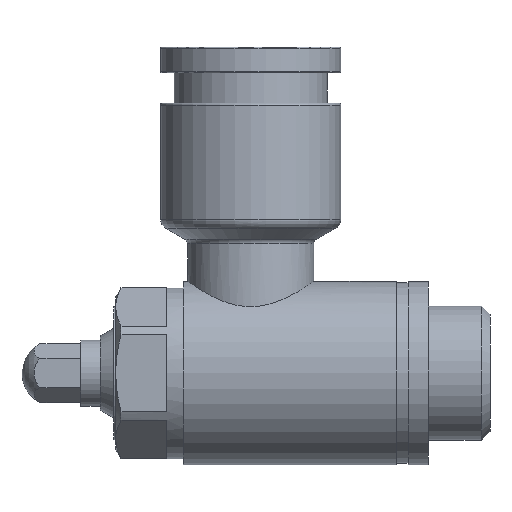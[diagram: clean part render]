
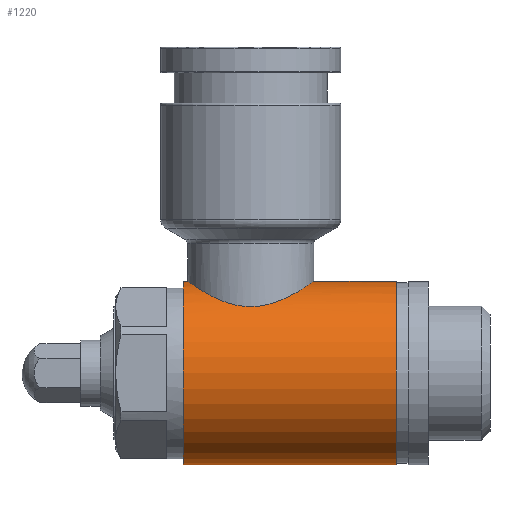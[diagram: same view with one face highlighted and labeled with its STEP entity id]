
A CAD part, left-side view. The second image highlights one B-rep face of the part: STEP entity #1220.
In plain terms, the highlighted cylindrical face has radius 9 mm (diameter 18 mm), a full revolution.
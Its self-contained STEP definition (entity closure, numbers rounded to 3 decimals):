
#128=B_SPLINE_CURVE_WITH_KNOTS('',3,(#1690,#1691,#1692,#1693,#1694,#1695,
#1696,#1697,#1698,#1699,#1700,#1701,#1702,#1703,#1704,#1705,#1706,#1707,
#1708,#1709),.UNSPECIFIED.,.T.,.F.,(1,1,1,1,1,1,1,1,1,1,1,1,1,1,1,1,1,1,
1,1,1,1,1,1),(-0.005,-0.003,-0.001,
0.,0.003,0.005,0.008,0.01,
0.013,0.015,0.018,0.02,
0.023,0.025,0.028,0.03,
0.033,0.035,0.038,0.039,
0.04,0.043,0.045,0.048),
 .UNSPECIFIED.);
#145=ORIENTED_EDGE('',*,*,#349,.F.);
#146=ORIENTED_EDGE('',*,*,#350,.T.);
#147=ORIENTED_EDGE('',*,*,#351,.F.);
#349=EDGE_CURVE('',#451,#451,#527,.T.);
#350=EDGE_CURVE('',#452,#452,#528,.T.);
#351=EDGE_CURVE('',#453,#453,#128,.T.);
#451=VERTEX_POINT('',#1687);
#452=VERTEX_POINT('',#1689);
#453=VERTEX_POINT('',#1710);
#527=CIRCLE('',#1290,9.);
#528=CIRCLE('',#1291,9.);
#585=EDGE_LOOP('',(#145));
#586=EDGE_LOOP('',(#146));
#587=EDGE_LOOP('',(#147));
#682=FACE_BOUND('',#585,.T.);
#683=FACE_BOUND('',#586,.T.);
#684=FACE_BOUND('',#587,.T.);
#778=CYLINDRICAL_SURFACE('',#1289,9.);
#1220=ADVANCED_FACE('',(#682,#683,#684),#778,.T.);
#1289=AXIS2_PLACEMENT_3D('',#1685,#1415,#1416);
#1290=AXIS2_PLACEMENT_3D('',#1686,#1417,#1418);
#1291=AXIS2_PLACEMENT_3D('',#1688,#1419,#1420);
#1415=DIRECTION('',(0.,-1.,0.));
#1416=DIRECTION('',(0.,0.,-1.));
#1417=DIRECTION('',(0.,-1.,0.));
#1418=DIRECTION('',(0.,0.,-1.));
#1419=DIRECTION('',(0.,-1.,0.));
#1420=DIRECTION('',(0.,0.,-1.));
#1685=CARTESIAN_POINT('',(0.,0.,0.));
#1686=CARTESIAN_POINT('',(0.,3.15,0.));
#1687=CARTESIAN_POINT('',(0.,3.15,-9.));
#1688=CARTESIAN_POINT('',(0.,24.05,0.));
#1689=CARTESIAN_POINT('',(0.,24.05,-9.));
#1690=CARTESIAN_POINT('',(-6.111,18.723,6.61));
#1691=CARTESIAN_POINT('',(-6.289,17.021,6.436));
#1692=CARTESIAN_POINT('',(-5.845,14.951,6.879));
#1693=CARTESIAN_POINT('',(-4.51,12.988,7.867));
#1694=CARTESIAN_POINT('',(-2.542,11.616,8.742));
#1695=CARTESIAN_POINT('',(-0.014,11.071,9.126));
#1696=CARTESIAN_POINT('',(2.506,11.6,8.753));
#1697=CARTESIAN_POINT('',(4.502,12.978,7.874));
#1698=CARTESIAN_POINT('',(5.837,14.93,6.887));
#1699=CARTESIAN_POINT('',(6.379,17.434,6.344));
#1700=CARTESIAN_POINT('',(5.846,19.951,6.879));
#1701=CARTESIAN_POINT('',(4.516,21.907,7.865));
#1702=CARTESIAN_POINT('',(2.532,23.289,8.745));
#1703=CARTESIAN_POINT('',(0.018,23.828,9.126));
#1704=CARTESIAN_POINT('',(-2.515,23.298,8.752));
#1705=CARTESIAN_POINT('',(-4.509,21.917,7.868));
#1706=CARTESIAN_POINT('',(-5.617,20.282,7.051));
#1707=CARTESIAN_POINT('',(-6.111,18.723,6.61));
#1708=CARTESIAN_POINT('',(-6.289,17.021,6.436));
#1709=CARTESIAN_POINT('',(-5.845,14.951,6.879));
#1710=CARTESIAN_POINT('',(-6.2,17.45,6.524));
